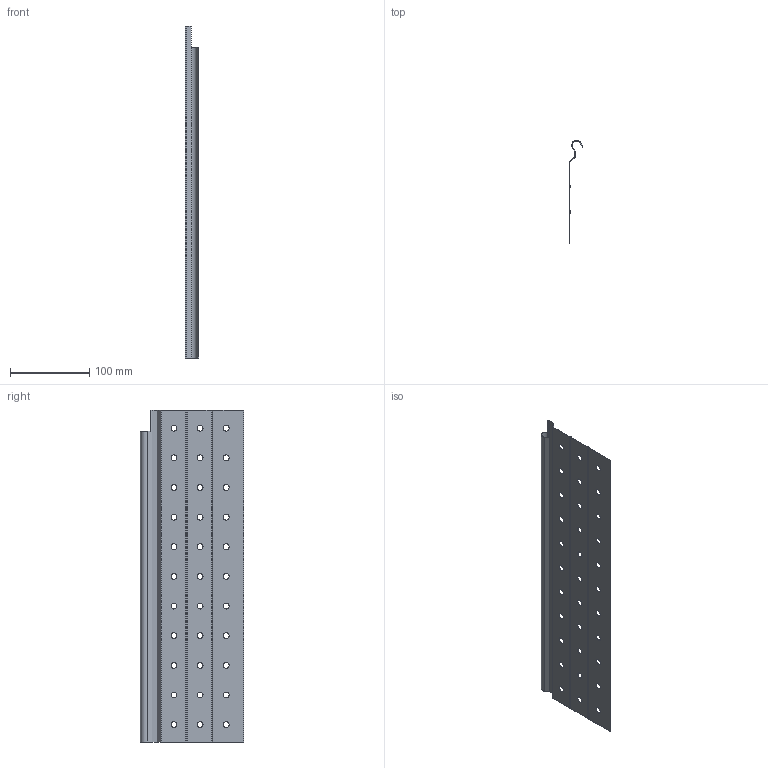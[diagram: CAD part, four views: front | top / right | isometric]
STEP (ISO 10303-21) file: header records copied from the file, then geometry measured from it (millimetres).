
FILE_DESCRIPTION (( 'STEP AP214' ), '1' );
FILE_NAME ('F000396,F000402-RIGHT_3D.step', '2022-10-10T14:01:19', ( '' ), ( '' ), 'SwSTEP 2.0', 'SolidWorks 2020', '' );
FILE_SCHEMA (( 'AUTOMOTIVE_DESIGN' ));
Length unit declared in the file: millimetre
Products named in the file (1): F000396,F000402-RIGHT_3D
Bounding box: 17 x 130.4 x 420 mm (x, y, z)
Volume: 30703.9 mm3; surface area: 123810.8 mm2
Topology: 1 solids, 1 shells, 96 faces, 282 edges, 188 vertices
Faces by surface type: cylinder 76, plane 20
Entity records: 3444 total; most frequent: DIRECTION 628, CARTESIAN_POINT 567, ORIENTED_EDGE 564, EDGE_CURVE 282, AXIS2_PLACEMENT_3D 249, VERTEX_POINT 188, EDGE_LOOP 162, CIRCLE 152
